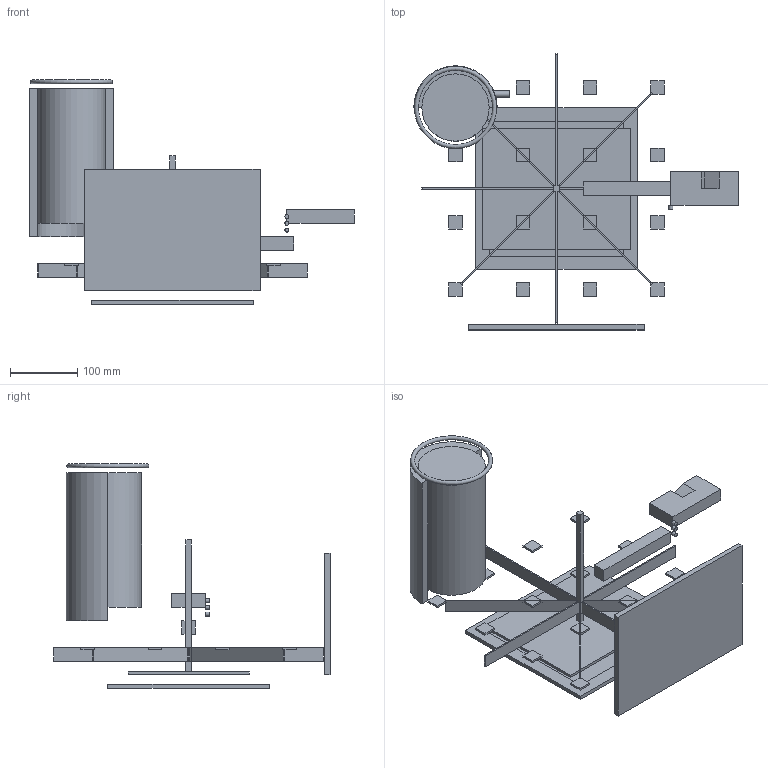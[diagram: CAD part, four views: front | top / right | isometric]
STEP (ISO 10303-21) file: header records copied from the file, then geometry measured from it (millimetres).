
FILE_DESCRIPTION(('FreeCAD Model'),'2;1');
FILE_NAME('Open CASCADE Shape Model','2025-08-25T18:23:14',('Author'),( ''),'Open CASCADE STEP processor 7.8','FreeCAD','Unknown');
FILE_SCHEMA(('AUTOMOTIVE_DESIGN { 1 0 10303 214 1 1 1 1 }'));
Length unit declared in the file: millimetre
Products named in the file (15): M8_Falda_Tanque; M8_Collarin; M10_MountPads; M9_Laberinto_Generic; M8_Tuberias; M10_Subchasis_Printable; M8_Tanque; M7_Islotes_PEEK; M7_Rampa; M3_Radiador; M1_Escudo; M2_Wrapper; M4_HP; M6_Brazo; M5_MLI
Bounding box: 482 x 410 x 333 mm (x, y, z)
Volume: 3260684.7 mm3; surface area: 683567.2 mm2
Topology: 35 solids, 35 shells, 260 faces, 511 edges, 319 vertices
Faces by surface type: plane 245, cylinder 14, torus 1
Full cylindrical faces by diameter (mm): 6 x3, 10 x2, 100 x1
Entity records: 13559 total; most frequent: CARTESIAN_POINT 2147, DIRECTION 2051, LINE 1441, VECTOR 1441, ORIENTED_EDGE 1022, PCURVE 1022, DEFINITIONAL_REPRESENTATION 1022, EDGE_CURVE 511
